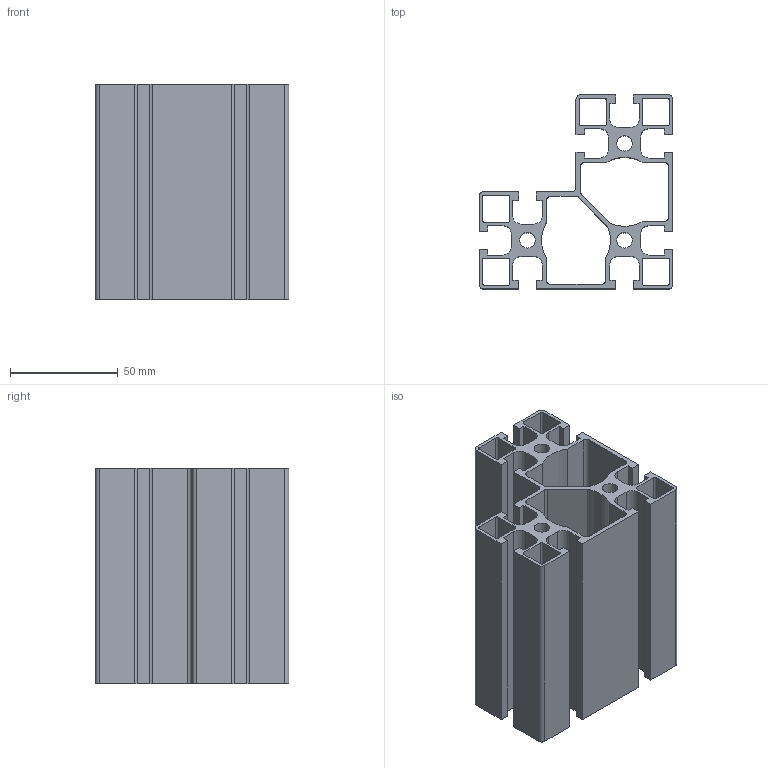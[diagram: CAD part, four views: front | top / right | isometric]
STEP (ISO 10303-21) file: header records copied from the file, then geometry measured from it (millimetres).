
FILE_DESCRIPTION((''),'2;1');
FILE_NAME('109092.stp','2013-09-24T17:44:07',('VeronikaF'),(''),'Autodesk Inventor 2011','Autodesk Inventor 2011','');
FILE_SCHEMA(('AUTOMOTIVE_DESIGN { 1 0 10303 214 1 1 1 1 }'));
Length unit declared in the file: millimetre
Products named in the file (1): 109092-100
Bounding box: 90 x 90 x 100 mm (x, y, z)
Volume: 155266.8 mm3; surface area: 125750.2 mm2
Topology: 1 solids, 1 shells, 163 faces, 483 edges, 322 vertices
Faces by surface type: plane 104, cylinder 59
Full cylindrical faces by diameter (mm): 7.2 x3
Entity records: 5506 total; most frequent: CARTESIAN_POINT 966, ORIENTED_EDGE 960, DIRECTION 926, EDGE_CURVE 480, VECTOR 362, LINE 362, VERTEX_POINT 322, AXIS2_PLACEMENT_3D 282
